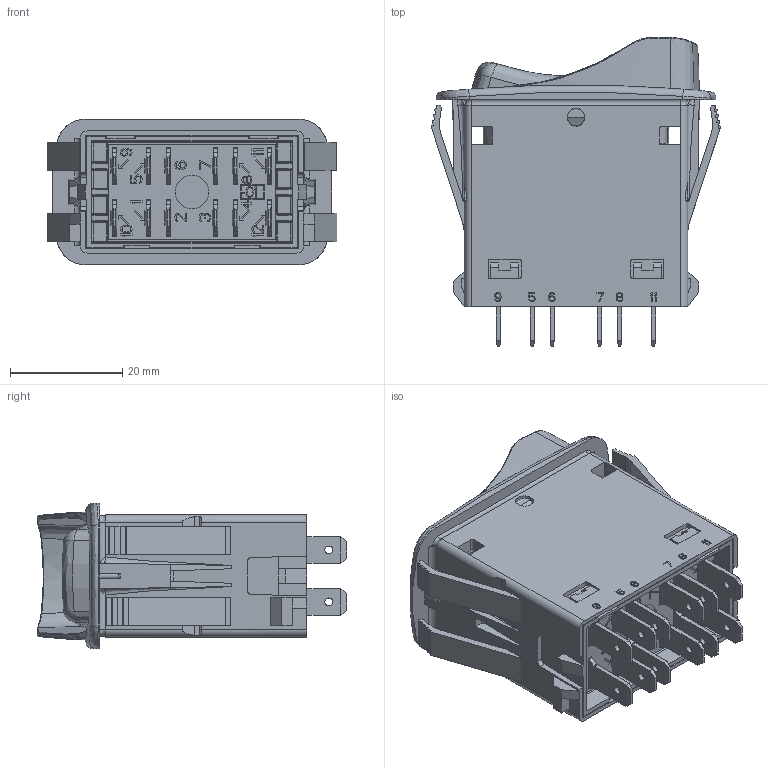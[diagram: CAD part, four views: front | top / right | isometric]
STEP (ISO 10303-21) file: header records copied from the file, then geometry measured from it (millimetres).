
FILE_DESCRIPTION((''),'2;1');
FILE_NAME('LSERIES_187QC_GUARD_R_SW0001','2011-11-22T',('danboyden'),(''),'PRO/ENGINEER BY PARAMETRIC TECHNOLOGY CORPORATION, 2010280','PRO/ENGINEER BY PARAMETRIC TECHNOLOGY CORPORATION, 2010280','');
FILE_SCHEMA(('CONFIG_CONTROL_DESIGN'));
Length unit declared in the file: inch
Products named in the file (1): LSERIES_187QC_GUARD_R_SW0001
Bounding box: 51.56 x 54.99 x 25.91 mm (x, y, z)
Volume: 15719.9 mm3; surface area: 25263.1 mm2
Topology: 1 solids, 23 shells, 3883 faces, 10611 edges, 6853 vertices
Faces by surface type: plane 2813, cylinder 608, bspline 240, cone 80, sphere 79, torus 62, extrusion 1
Entity records: 145356 total; most frequent: CARTESIAN_POINT 50309, ORIENTED_EDGE 21214, DIRECTION 17322, EDGE_CURVE 10607, VECTOR 8046, LINE 8045, VERTEX_POINT 6853, AXIS2_PLACEMENT_3D 4638
